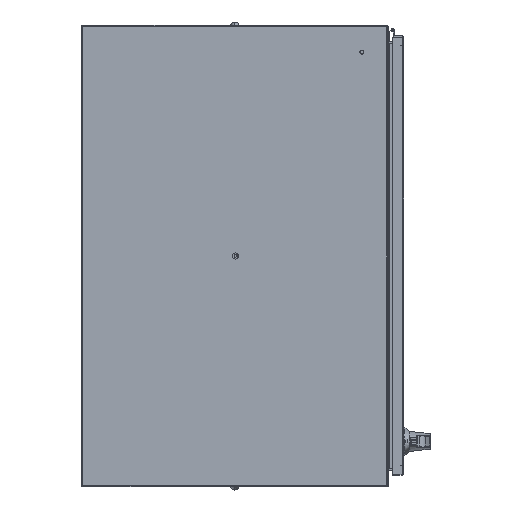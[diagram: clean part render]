
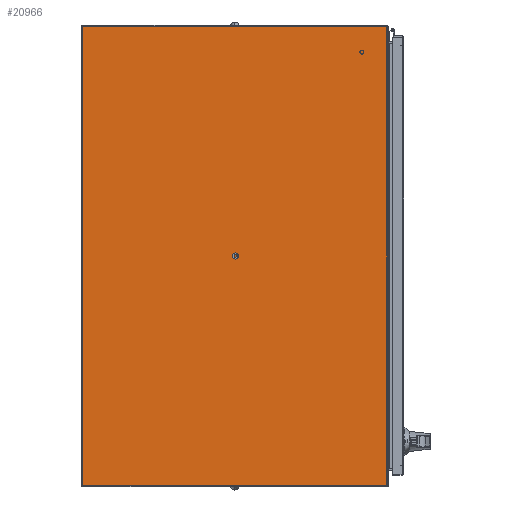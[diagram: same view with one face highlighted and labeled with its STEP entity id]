
A CAD part, front view. The second image highlights one B-rep face of the part: STEP entity #20966.
In plain terms, the highlighted face is planar.
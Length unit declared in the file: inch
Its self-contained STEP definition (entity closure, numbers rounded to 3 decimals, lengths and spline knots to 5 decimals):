
#14898 = ORIENTED_EDGE ( 'NONE', *, *, #94847, .F. ) ;
#15637 = CARTESIAN_POINT ( 'NONE',  ( -17.935, -12., 0. ) ) ;
#20513 = VERTEX_POINT ( 'NONE', #39189 ) ;
#20966 = ADVANCED_FACE ( 'NONE', ( #103986 ), #87783, .F. ) ;
#21045 = VERTEX_POINT ( 'NONE', #101225 ) ;
#21104 = VECTOR ( 'NONE', #58878, 39.37008 ) ;
#21791 = ORIENTED_EDGE ( 'NONE', *, *, #108424, .F. ) ;
#25923 = CARTESIAN_POINT ( 'NONE',  ( 17.935, -11.857, 0. ) ) ;
#35857 = VERTEX_POINT ( 'NONE', #64015 ) ;
#39189 = CARTESIAN_POINT ( 'NONE',  ( 17.935, 12., 0. ) ) ;
#43393 = EDGE_CURVE ( 'NONE', #20513, #35857, #65328, .T. ) ;
#49866 = CARTESIAN_POINT ( 'NONE',  ( 17.935, -12., 0. ) ) ;
#50273 = DIRECTION ( 'NONE',  ( 1., 0., 0. ) ) ;
#51750 = DIRECTION ( 'NONE',  ( 1., 0., 0. ) ) ;
#51933 = CARTESIAN_POINT ( 'NONE',  ( -17.935, -12., 0. ) ) ;
#51970 = EDGE_CURVE ( 'NONE', #21045, #96602, #77914, .T. ) ;
#54569 = VECTOR ( 'NONE', #51750, 39.37008 ) ;
#58618 = AXIS2_PLACEMENT_3D ( 'NONE', #51933, #108095, #50273 ) ;
#58878 = DIRECTION ( 'NONE',  ( 0., -1., 0. ) ) ;
#64015 = CARTESIAN_POINT ( 'NONE',  ( -17.935, 12., 0. ) ) ;
#65328 = LINE ( 'NONE', #92158, #96765 ) ;
#76350 = DIRECTION ( 'NONE',  ( 0., 1., 0. ) ) ;
#77914 = LINE ( 'NONE', #78980, #54569 ) ;
#78072 = ORIENTED_EDGE ( 'NONE', *, *, #51970, .F. ) ;
#78752 = ORIENTED_EDGE ( 'NONE', *, *, #43393, .F. ) ;
#78980 = CARTESIAN_POINT ( 'NONE',  ( -17.935, -11.857, 0. ) ) ;
#80244 = EDGE_LOOP ( 'NONE', ( #78072, #14898, #78752, #21791 ) ) ;
#80777 = VECTOR ( 'NONE', #76350, 39.37008 ) ;
#86233 = LINE ( 'NONE', #49866, #80777 ) ;
#87783 = PLANE ( 'NONE',  #58618 ) ;
#92158 = CARTESIAN_POINT ( 'NONE',  ( -17.935, 12., 0. ) ) ;
#92253 = LINE ( 'NONE', #15637, #21104 ) ;
#94847 = EDGE_CURVE ( 'NONE', #35857, #21045, #92253, .T. ) ;
#96602 = VERTEX_POINT ( 'NONE', #25923 ) ;
#96765 = VECTOR ( 'NONE', #100895, 39.37008 ) ;
#100895 = DIRECTION ( 'NONE',  ( -1., 0., 0. ) ) ;
#101225 = CARTESIAN_POINT ( 'NONE',  ( -17.935, -11.857, 0. ) ) ;
#103986 = FACE_OUTER_BOUND ( 'NONE', #80244, .T. ) ;
#108095 = DIRECTION ( 'NONE',  ( 0., 0., 1. ) ) ;
#108424 = EDGE_CURVE ( 'NONE', #96602, #20513, #86233, .T. ) ;
